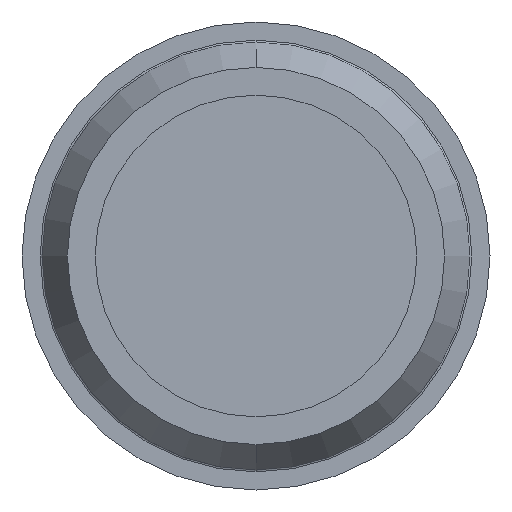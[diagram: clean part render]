
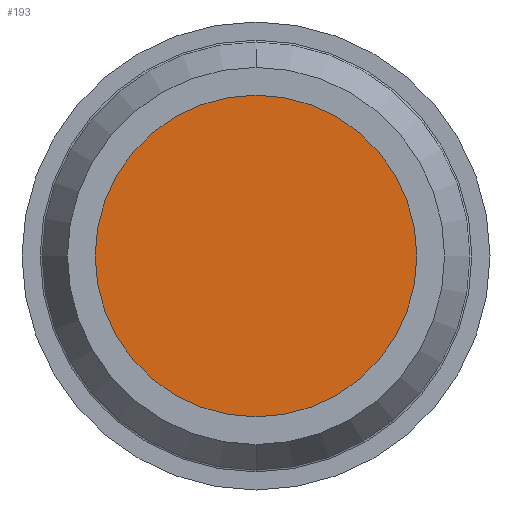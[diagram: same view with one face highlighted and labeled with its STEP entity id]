
A CAD part, front view. The second image highlights one B-rep face of the part: STEP entity #193.
In plain terms, the highlighted planar face has unit normal (0, -1, 0).
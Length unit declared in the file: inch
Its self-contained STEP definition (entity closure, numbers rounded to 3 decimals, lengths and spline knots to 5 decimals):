
#48 = CIRCLE ( 'NONE', #84, 2.0625 ) ;
#53 = EDGE_CURVE ( 'NONE', #232, #60, #48, .T. ) ;
#60 = VERTEX_POINT ( 'NONE', #118 ) ;
#84 = AXIS2_PLACEMENT_3D ( 'NONE', #162, #487, #217 ) ;
#93 = ORIENTED_EDGE ( 'NONE', *, *, #53, .F. ) ;
#118 = CARTESIAN_POINT ( 'NONE',  ( 0., -1.23, 2.0625 ) ) ;
#156 = ORIENTED_EDGE ( 'NONE', *, *, #482, .F. ) ;
#162 = CARTESIAN_POINT ( 'NONE',  ( 0., -1.23, 0. ) ) ;
#193 = ADVANCED_FACE ( 'NONE', ( #490 ), #537, .F. ) ;
#205 = AXIS2_PLACEMENT_3D ( 'NONE', #222, #579, #314 ) ;
#217 = DIRECTION ( 'NONE',  ( 0., 0., 1. ) ) ;
#222 = CARTESIAN_POINT ( 'NONE',  ( 0., -1.23, 0. ) ) ;
#232 = VERTEX_POINT ( 'NONE', #411 ) ;
#291 = CARTESIAN_POINT ( 'NONE',  ( 0., -1.23, 0. ) ) ;
#314 = DIRECTION ( 'NONE',  ( 0., 0., 1. ) ) ;
#331 = DIRECTION ( 'NONE',  ( 0., 0., 1. ) ) ;
#411 = CARTESIAN_POINT ( 'NONE',  ( 0., -1.23, -2.0625 ) ) ;
#438 = EDGE_LOOP ( 'NONE', ( #156, #93 ) ) ;
#451 = CIRCLE ( 'NONE', #595, 2.0625 ) ;
#482 = EDGE_CURVE ( 'NONE', #60, #232, #451, .T. ) ;
#487 = DIRECTION ( 'NONE',  ( 0., 1., 0. ) ) ;
#490 = FACE_OUTER_BOUND ( 'NONE', #438, .T. ) ;
#537 = PLANE ( 'NONE',  #205 ) ;
#579 = DIRECTION ( 'NONE',  ( 0., 1., 0. ) ) ;
#595 = AXIS2_PLACEMENT_3D ( 'NONE', #291, #599, #331 ) ;
#599 = DIRECTION ( 'NONE',  ( 0., 1., 0. ) ) ;
